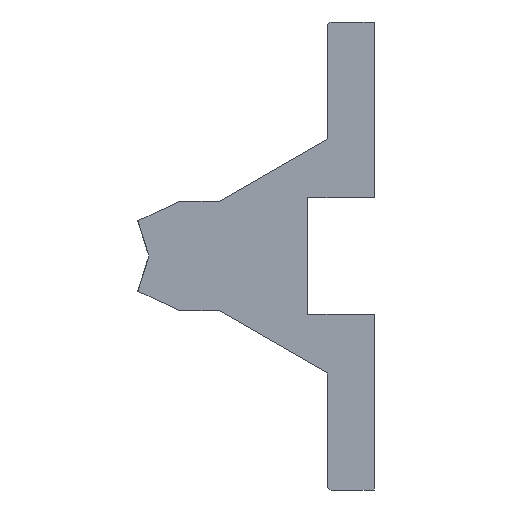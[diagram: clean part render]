
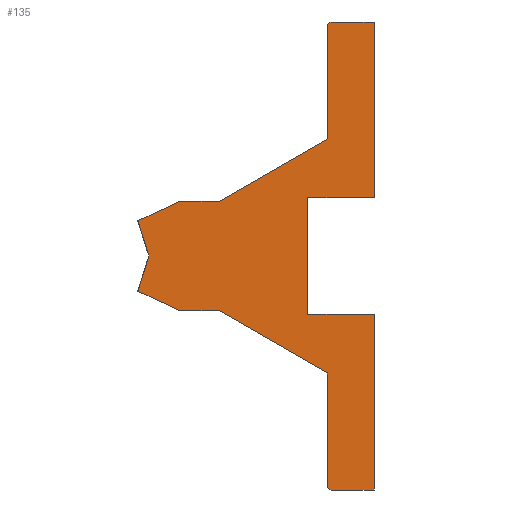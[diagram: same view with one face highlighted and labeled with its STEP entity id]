
A CAD part, left-side view. The second image highlights one B-rep face of the part: STEP entity #135.
In plain terms, the highlighted planar face has unit normal (-1, 0, 0).
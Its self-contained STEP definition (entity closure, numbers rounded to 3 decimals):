
#135 = ADVANCED_FACE( '', ( #282 ), #283, .F. );
#282 = FACE_OUTER_BOUND( '', #429, .T. );
#283 = PLANE( '', #430 );
#429 = EDGE_LOOP( '', ( #936, #937, #938, #939, #940, #941, #942, #943, #944, #945, #946, #947, #948, #949, #950, #951, #952, #953, #954 ) );
#430 = AXIS2_PLACEMENT_3D( '', #955, #956, #957 );
#936 = ORIENTED_EDGE( '', *, *, #1129, .F. );
#937 = ORIENTED_EDGE( '', *, *, #1080, .F. );
#938 = ORIENTED_EDGE( '', *, *, #1084, .F. );
#939 = ORIENTED_EDGE( '', *, *, #1087, .F. );
#940 = ORIENTED_EDGE( '', *, *, #1090, .F. );
#941 = ORIENTED_EDGE( '', *, *, #1093, .F. );
#942 = ORIENTED_EDGE( '', *, *, #1096, .F. );
#943 = ORIENTED_EDGE( '', *, *, #1097, .F. );
#944 = ORIENTED_EDGE( '', *, *, #1076, .F. );
#945 = ORIENTED_EDGE( '', *, *, #1100, .F. );
#946 = ORIENTED_EDGE( '', *, *, #1103, .F. );
#947 = ORIENTED_EDGE( '', *, *, #1106, .F. );
#948 = ORIENTED_EDGE( '', *, *, #1109, .F. );
#949 = ORIENTED_EDGE( '', *, *, #1112, .F. );
#950 = ORIENTED_EDGE( '', *, *, #1115, .F. );
#951 = ORIENTED_EDGE( '', *, *, #1118, .F. );
#952 = ORIENTED_EDGE( '', *, *, #1121, .F. );
#953 = ORIENTED_EDGE( '', *, *, #1124, .F. );
#954 = ORIENTED_EDGE( '', *, *, #1127, .F. );
#955 = CARTESIAN_POINT( '', ( 0., 0., 0. ) );
#956 = DIRECTION( '', ( 1., 0., 0. ) );
#957 = DIRECTION( '', ( 0., 0., -1. ) );
#1076 = EDGE_CURVE( '', #1320, #1322, #1323, .T. );
#1080 = EDGE_CURVE( '', #1328, #1330, #1331, .T. );
#1084 = EDGE_CURVE( '', #1335, #1328, #1337, .T. );
#1087 = EDGE_CURVE( '', #1340, #1335, #1342, .T. );
#1090 = EDGE_CURVE( '', #1345, #1340, #1347, .T. );
#1093 = EDGE_CURVE( '', #1350, #1345, #1352, .T. );
#1096 = EDGE_CURVE( '', #1354, #1350, #1356, .T. );
#1097 = EDGE_CURVE( '', #1322, #1354, #1357, .T. );
#1100 = EDGE_CURVE( '', #1360, #1320, #1362, .T. );
#1103 = EDGE_CURVE( '', #1365, #1360, #1367, .T. );
#1106 = EDGE_CURVE( '', #1370, #1365, #1372, .T. );
#1109 = EDGE_CURVE( '', #1375, #1370, #1377, .T. );
#1112 = EDGE_CURVE( '', #1380, #1375, #1382, .T. );
#1115 = EDGE_CURVE( '', #1385, #1380, #1387, .T. );
#1118 = EDGE_CURVE( '', #1390, #1385, #1392, .T. );
#1121 = EDGE_CURVE( '', #1395, #1390, #1397, .T. );
#1124 = EDGE_CURVE( '', #1400, #1395, #1402, .T. );
#1127 = EDGE_CURVE( '', #1405, #1400, #1407, .T. );
#1129 = EDGE_CURVE( '', #1330, #1405, #1409, .T. );
#1320 = VERTEX_POINT( '', #1647 );
#1322 = VERTEX_POINT( '', #1650 );
#1323 = LINE( '', #1651, #1652 );
#1328 = VERTEX_POINT( '', #1659 );
#1330 = VERTEX_POINT( '', #1662 );
#1331 = LINE( '', #1663, #1664 );
#1335 = VERTEX_POINT( '', #1669 );
#1337 = CIRCLE( '', #1672, 0.5 );
#1340 = VERTEX_POINT( '', #1676 );
#1342 = LINE( '', #1679, #1680 );
#1345 = VERTEX_POINT( '', #1684 );
#1347 = LINE( '', #1687, #1688 );
#1350 = VERTEX_POINT( '', #1692 );
#1352 = LINE( '', #1695, #1696 );
#1354 = VERTEX_POINT( '', #1699 );
#1356 = LINE( '', #1702, #1703 );
#1357 = LINE( '', #1704, #1705 );
#1360 = VERTEX_POINT( '', #1709 );
#1362 = LINE( '', #1712, #1713 );
#1365 = VERTEX_POINT( '', #1717 );
#1367 = LINE( '', #1720, #1721 );
#1370 = VERTEX_POINT( '', #1725 );
#1372 = LINE( '', #1728, #1729 );
#1375 = VERTEX_POINT( '', #1733 );
#1377 = LINE( '', #1736, #1737 );
#1380 = VERTEX_POINT( '', #1740 );
#1382 = CIRCLE( '', #1743, 0.5 );
#1385 = VERTEX_POINT( '', #1747 );
#1387 = LINE( '', #1750, #1751 );
#1390 = VERTEX_POINT( '', #1755 );
#1392 = LINE( '', #1758, #1759 );
#1395 = VERTEX_POINT( '', #1763 );
#1397 = LINE( '', #1766, #1767 );
#1400 = VERTEX_POINT( '', #1771 );
#1402 = LINE( '', #1774, #1775 );
#1405 = VERTEX_POINT( '', #1779 );
#1407 = LINE( '', #1782, #1783 );
#1409 = LINE( '', #1786, #1787 );
#1647 = CARTESIAN_POINT( '', ( 0., 30.312, -4.5 ) );
#1650 = CARTESIAN_POINT( '', ( 0., 28.893, 0. ) );
#1651 = CARTESIAN_POINT( '', ( 0., 30.312, -4.5 ) );
#1652 = VECTOR( '', #2046, 1. );
#1659 = CARTESIAN_POINT( '', ( 0., 5.5, 30. ) );
#1662 = CARTESIAN_POINT( '', ( 0., 0., 30. ) );
#1663 = CARTESIAN_POINT( '', ( 0., 5.5, 30. ) );
#1664 = VECTOR( '', #2050, 1. );
#1669 = CARTESIAN_POINT( '', ( 0., 6., 29.5 ) );
#1672 = AXIS2_PLACEMENT_3D( '', #2056, #2057, #2058 );
#1676 = CARTESIAN_POINT( '', ( 0., 6., 15. ) );
#1679 = CARTESIAN_POINT( '', ( 0., 6., 15. ) );
#1680 = VECTOR( '', #2061, 1. );
#1684 = CARTESIAN_POINT( '', ( 0., 19.856, 7. ) );
#1687 = CARTESIAN_POINT( '', ( 0., 19.856, 7. ) );
#1688 = VECTOR( '', #2064, 1. );
#1692 = CARTESIAN_POINT( '', ( 0., 24.951, 7. ) );
#1695 = CARTESIAN_POINT( '', ( 0., 24.951, 7. ) );
#1696 = VECTOR( '', #2067, 1. );
#1699 = CARTESIAN_POINT( '', ( 0., 30.312, 4.5 ) );
#1702 = CARTESIAN_POINT( '', ( 0., 30.312, 4.5 ) );
#1703 = VECTOR( '', #2070, 1. );
#1704 = CARTESIAN_POINT( '', ( 0., 28.893, 0. ) );
#1705 = VECTOR( '', #2071, 1. );
#1709 = CARTESIAN_POINT( '', ( 0., 24.951, -7. ) );
#1712 = CARTESIAN_POINT( '', ( 0., 24.951, -7. ) );
#1713 = VECTOR( '', #2074, 1. );
#1717 = CARTESIAN_POINT( '', ( 0., 19.856, -7. ) );
#1720 = CARTESIAN_POINT( '', ( 0., 19.856, -7. ) );
#1721 = VECTOR( '', #2077, 1. );
#1725 = CARTESIAN_POINT( '', ( 0., 6., -15. ) );
#1728 = CARTESIAN_POINT( '', ( 0., 6., -15. ) );
#1729 = VECTOR( '', #2080, 1. );
#1733 = CARTESIAN_POINT( '', ( 0., 6., -29.5 ) );
#1736 = CARTESIAN_POINT( '', ( 0., 6., -29.5 ) );
#1737 = VECTOR( '', #2083, 1. );
#1740 = CARTESIAN_POINT( '', ( 0., 5.5, -30. ) );
#1743 = AXIS2_PLACEMENT_3D( '', #2088, #2089, #2090 );
#1747 = CARTESIAN_POINT( '', ( 0., 0., -30. ) );
#1750 = CARTESIAN_POINT( '', ( 0., 0., -30. ) );
#1751 = VECTOR( '', #2093, 1. );
#1755 = CARTESIAN_POINT( '', ( 0., 0., -7.5 ) );
#1758 = CARTESIAN_POINT( '', ( 0., 0., -7.5 ) );
#1759 = VECTOR( '', #2096, 1. );
#1763 = CARTESIAN_POINT( '', ( 0., 8.5, -7.5 ) );
#1766 = CARTESIAN_POINT( '', ( 0., 8.5, -7.5 ) );
#1767 = VECTOR( '', #2099, 1. );
#1771 = CARTESIAN_POINT( '', ( 0., 8.5, 7.5 ) );
#1774 = CARTESIAN_POINT( '', ( 0., 8.5, 7.5 ) );
#1775 = VECTOR( '', #2102, 1. );
#1779 = CARTESIAN_POINT( '', ( 0., 0., 7.5 ) );
#1782 = CARTESIAN_POINT( '', ( 0., 0., 7.5 ) );
#1783 = VECTOR( '', #2105, 1. );
#1786 = CARTESIAN_POINT( '', ( 0., 0., 30. ) );
#1787 = VECTOR( '', #2107, 1. );
#2046 = DIRECTION( '', ( 0., -0.301, 0.954 ) );
#2050 = DIRECTION( '', ( 0., -1., 0. ) );
#2056 = CARTESIAN_POINT( '', ( 0., 5.5, 29.5 ) );
#2057 = DIRECTION( '', ( 1., 0., 0. ) );
#2058 = DIRECTION( '', ( 0., 1., 0. ) );
#2061 = DIRECTION( '', ( 0., 0., 1. ) );
#2064 = DIRECTION( '', ( 0., -0.866, 0.5 ) );
#2067 = DIRECTION( '', ( 0., -1., 0. ) );
#2070 = DIRECTION( '', ( 0., -0.906, 0.423 ) );
#2071 = DIRECTION( '', ( 0., 0.301, 0.954 ) );
#2074 = DIRECTION( '', ( 0., 0.906, 0.423 ) );
#2077 = DIRECTION( '', ( 0., 1., 0. ) );
#2080 = DIRECTION( '', ( 0., 0.866, 0.5 ) );
#2083 = DIRECTION( '', ( 0., 0., 1. ) );
#2088 = CARTESIAN_POINT( '', ( 0., 5.5, -29.5 ) );
#2089 = DIRECTION( '', ( 1., 0., 0. ) );
#2090 = DIRECTION( '', ( 0., 0., -1. ) );
#2093 = DIRECTION( '', ( 0., 1., 0. ) );
#2096 = DIRECTION( '', ( 0., 0., -1. ) );
#2099 = DIRECTION( '', ( 0., -1., 0. ) );
#2102 = DIRECTION( '', ( 0., 0., -1. ) );
#2105 = DIRECTION( '', ( 0., 1., 0. ) );
#2107 = DIRECTION( '', ( 0., 0., -1. ) );
